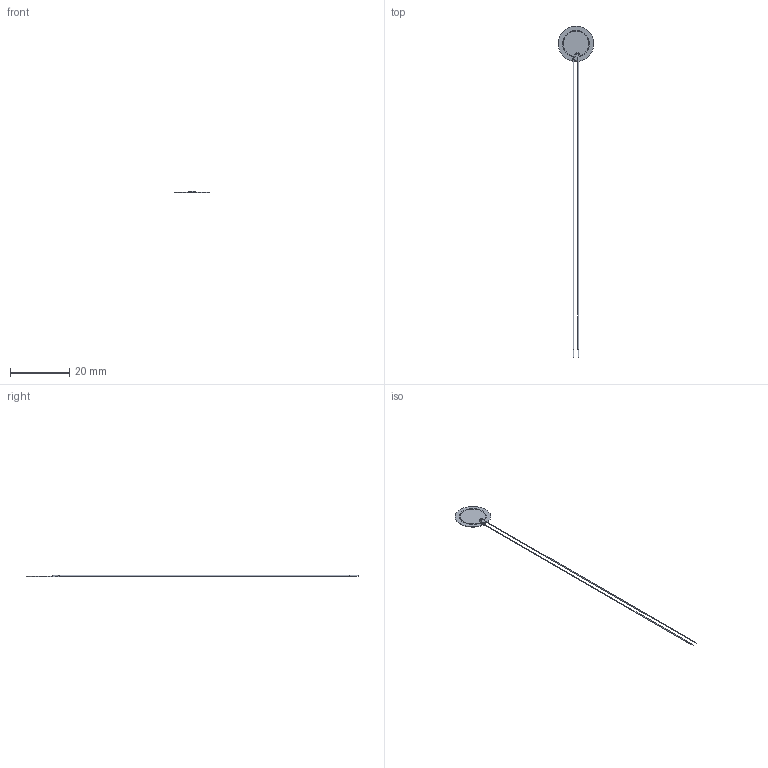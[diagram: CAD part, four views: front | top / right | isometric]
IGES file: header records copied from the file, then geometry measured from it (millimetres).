
Global section: file name: No Iges File Name specified; native system: Autodesk Inventor 2012; preprocessor: AutoDesk Inventor Iges Exporter R2012; author: Ricks; date: 20130620.101847; units: millimetre
Bounding box: 12 x 112 x 0.51 mm (x, y, z)
Volume: 29.8 mm3; surface area: 403.1 mm2
Topology: 2 solids, 2 shells, 27 faces, 50 edges, 33 vertices
Faces by surface type: plane 12, cylinder 11, sphere 2, bspline 2
Full cylindrical faces by diameter (mm): 0.202 x4, 0.25 x2, 0.5 x2, 8.6 x1, 9 x1, 12 x1
